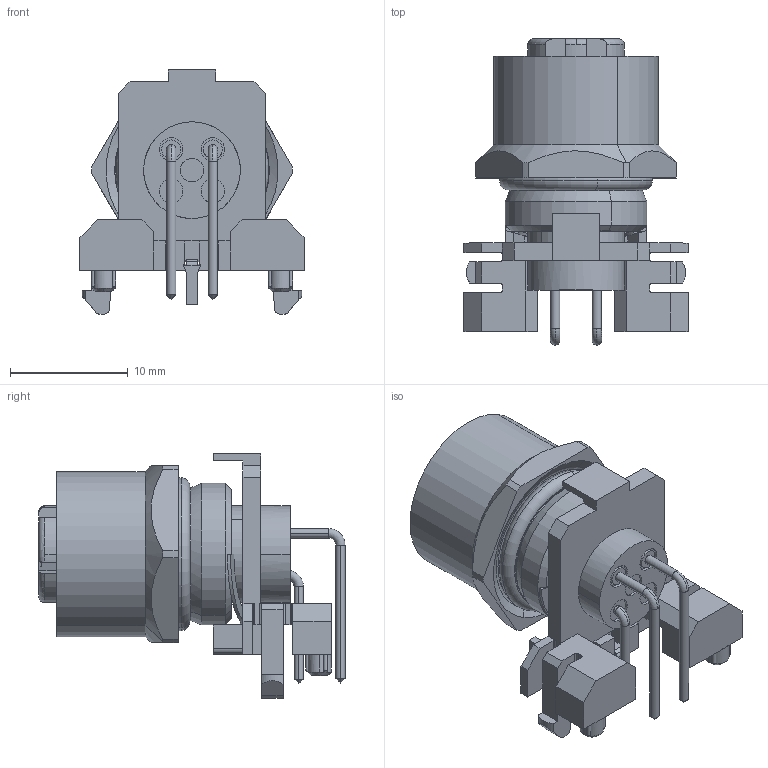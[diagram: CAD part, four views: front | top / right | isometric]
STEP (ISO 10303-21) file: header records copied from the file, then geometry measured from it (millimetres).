
FILE_DESCRIPTION(('CATIA V5 STEP Exchange','CAx-IF Rec.Pracs.--- Model Styling and Organization---1.4--- 2014-01-23'),'2;1');
FILE_NAME ('D1461958_1_2424380000_2424380000.stp','2021-01-04T05:44:26+00:00',('none'),('Weidmueller'),'CATIA Version 5-6 Release 2016 SP3 HF44','CATIA V5 STEP AP214','none');
FILE_SCHEMA(('AUTOMOTIVE_DESIGN { 1 0 10303 214 1 1 1 1 }'));
Length unit declared in the file: millimetre
Products named in the file (1): 2424380000
Bounding box: 19 x 25.96 x 20.7 mm (x, y, z)
Volume: 2752.4 mm3; surface area: 3513.3 mm2
Topology: 8 solids, 8 shells, 446 faces, 1274 edges, 857 vertices
Faces by surface type: plane 206, cylinder 138, torus 43, bspline 33, cone 26
Entity records: 15670 total; most frequent: CARTESIAN_POINT 4785, ORIENTED_EDGE 2532, DIRECTION 1734, EDGE_CURVE 1266, VERTEX_POINT 857, AXIS2_PLACEMENT_3D 689, VECTOR 662, LINE 662
